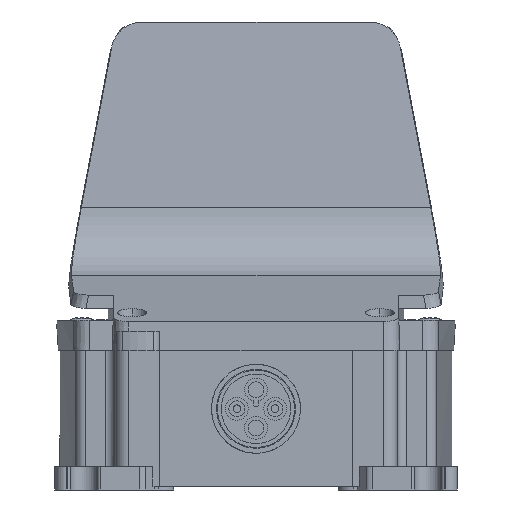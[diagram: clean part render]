
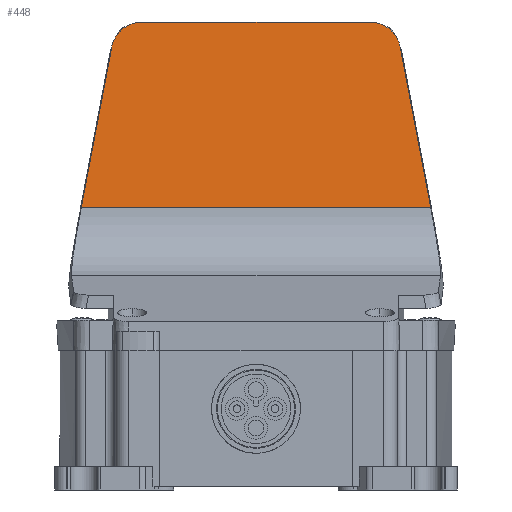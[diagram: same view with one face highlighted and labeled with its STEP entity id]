
A CAD part, left-side view. The second image highlights one B-rep face of the part: STEP entity #448.
In plain terms, the highlighted planar face has unit normal (-0.996, 0, 0.087).
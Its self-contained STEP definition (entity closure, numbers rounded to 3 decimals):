
#391=AXIS2_PLACEMENT_3D('Plane Axis2P3D',#388,#389,#390) ;
#75=CARTESIAN_POINT('Vertex',(79.883,14.702,114.52)) ;
#97=CARTESIAN_POINT('Vertex',(80.45,22.539,121.)) ;
#101=CARTESIAN_POINT('Control Point',(80.45,22.539,121.)) ;
#102=CARTESIAN_POINT('Control Point',(80.45,20.42,121.)) ;
#103=CARTESIAN_POINT('Control Point',(80.39,18.159,120.31)) ;
#104=CARTESIAN_POINT('Control Point',(80.247,16.192,118.679)) ;
#105=CARTESIAN_POINT('Control Point',(80.065,15.096,116.595)) ;
#106=CARTESIAN_POINT('Control Point',(79.883,14.702,114.52)) ;
#163=CARTESIAN_POINT('Control Point',(76.246,6.818,72.951)) ;
#164=CARTESIAN_POINT('Control Point',(77.459,9.443,86.808)) ;
#165=CARTESIAN_POINT('Control Point',(78.671,12.071,100.664)) ;
#166=CARTESIAN_POINT('Control Point',(79.883,14.702,114.52)) ;
#167=CARTESIAN_POINT('Vertex',(76.246,6.818,72.951)) ;
#371=CARTESIAN_POINT('Vertex',(80.45,32.548,121.)) ;
#375=CARTESIAN_POINT('Control Point',(80.45,32.548,121.)) ;
#376=CARTESIAN_POINT('Control Point',(80.45,29.211,121.)) ;
#377=CARTESIAN_POINT('Control Point',(80.45,25.875,121.)) ;
#378=CARTESIAN_POINT('Control Point',(80.45,22.539,121.)) ;
#388=CARTESIAN_POINT('Axis2P3D Location',(80.45,52.,121.)) ;
#393=CARTESIAN_POINT('Line Origine',(80.45,52.,121.)) ;
#397=CARTESIAN_POINT('Vertex',(80.45,71.452,121.)) ;
#400=CARTESIAN_POINT('Line Origine',(80.45,76.457,121.)) ;
#404=CARTESIAN_POINT('Vertex',(80.45,81.461,121.)) ;
#408=CARTESIAN_POINT('Control Point',(80.45,81.461,121.)) ;
#409=CARTESIAN_POINT('Control Point',(80.45,82.301,121.)) ;
#410=CARTESIAN_POINT('Control Point',(80.44,83.161,120.89)) ;
#411=CARTESIAN_POINT('Control Point',(80.42,84.018,120.659)) ;
#412=CARTESIAN_POINT('Control Point',(80.365,85.477,120.033)) ;
#413=CARTESIAN_POINT('Control Point',(80.281,86.744,119.065)) ;
#414=CARTESIAN_POINT('Control Point',(80.239,87.249,118.584)) ;
#415=CARTESIAN_POINT('Control Point',(80.147,88.126,117.541)) ;
#416=CARTESIAN_POINT('Control Point',(80.044,88.756,116.357)) ;
#417=CARTESIAN_POINT('Control Point',(79.991,89.001,115.752)) ;
#418=CARTESIAN_POINT('Control Point',(79.937,89.181,115.136)) ;
#419=CARTESIAN_POINT('Control Point',(79.883,89.298,114.52)) ;
#420=CARTESIAN_POINT('Vertex',(79.883,89.298,114.52)) ;
#424=CARTESIAN_POINT('Control Point',(76.246,97.182,72.951)) ;
#425=CARTESIAN_POINT('Control Point',(76.974,95.607,81.265)) ;
#426=CARTESIAN_POINT('Control Point',(77.701,94.031,89.579)) ;
#427=CARTESIAN_POINT('Control Point',(78.428,92.454,97.893)) ;
#428=CARTESIAN_POINT('Control Point',(79.156,90.877,106.207)) ;
#429=CARTESIAN_POINT('Control Point',(79.883,89.298,114.52)) ;
#430=CARTESIAN_POINT('Vertex',(76.246,97.182,72.951)) ;
#433=CARTESIAN_POINT('Line Origine',(76.246,52.,72.951)) ;
#389=DIRECTION('Axis2P3D Direction',(-0.996,0.,0.087)) ;
#390=DIRECTION('Axis2P3D XDirection',(-0.087,0.,-0.996)) ;
#394=DIRECTION('Vector Direction',(0.,-1.,0.)) ;
#401=DIRECTION('Vector Direction',(0.,-1.,0.)) ;
#434=DIRECTION('Vector Direction',(0.,-1.,0.)) ;
#395=VECTOR('Line Direction',#394,1.) ;
#402=VECTOR('Line Direction',#401,1.) ;
#435=VECTOR('Line Direction',#434,1.) ;
#439=ORIENTED_EDGE('',*,*,#379,.F.) ;
#440=ORIENTED_EDGE('',*,*,#399,.T.) ;
#441=ORIENTED_EDGE('',*,*,#406,.T.) ;
#442=ORIENTED_EDGE('',*,*,#422,.T.) ;
#443=ORIENTED_EDGE('',*,*,#432,.F.) ;
#444=ORIENTED_EDGE('',*,*,#437,.F.) ;
#445=ORIENTED_EDGE('',*,*,#169,.T.) ;
#446=ORIENTED_EDGE('',*,*,#107,.F.) ;
#448=ADVANCED_FACE('LED',(#447),#392,.T.) ;
#100=B_SPLINE_CURVE_WITH_KNOTS('',5,(#101,#102,#103,#104,#105,#106),.UNSPECIFIED.,.F.,.U.,(6,6),(0.,15.626),.UNSPECIFIED.) ;
#162=B_SPLINE_CURVE_WITH_KNOTS('',3,(#163,#164,#165,#166),.UNSPECIFIED.,.F.,.U.,(4,4),(0.,60.054),.UNSPECIFIED.) ;
#374=B_SPLINE_CURVE_WITH_KNOTS('',3,(#375,#376,#377,#378),.UNSPECIFIED.,.F.,.U.,(4,4),(0.,14.155),.UNSPECIFIED.) ;
#407=B_SPLINE_CURVE_WITH_KNOTS('',5,(#408,#409,#410,#411,#412,#413,#414,#415,#416,#417,#418,#419),.UNSPECIFIED.,.F.,.U.,(6,3,3,6),(0.,6.191,10.987,15.626),.UNSPECIFIED.) ;
#423=B_SPLINE_CURVE_WITH_KNOTS('',5,(#424,#425,#426,#427,#428,#429),.UNSPECIFIED.,.F.,.U.,(6,6),(0.,60.054),.UNSPECIFIED.) ;
#107=EDGE_CURVE('',#98,#76,#100,.T.) ;
#169=EDGE_CURVE('',#168,#76,#162,.T.) ;
#379=EDGE_CURVE('',#372,#98,#374,.T.) ;
#399=EDGE_CURVE('',#372,#398,#396,.F.) ;
#406=EDGE_CURVE('',#398,#405,#403,.F.) ;
#422=EDGE_CURVE('',#405,#421,#407,.T.) ;
#432=EDGE_CURVE('',#431,#421,#423,.T.) ;
#437=EDGE_CURVE('',#168,#431,#436,.F.) ;
#438=EDGE_LOOP('',(#439,#440,#441,#442,#443,#444,#445,#446)) ;
#447=FACE_OUTER_BOUND('',#438,.T.) ;
#396=LINE('Line',#393,#395) ;
#403=LINE('Line',#400,#402) ;
#436=LINE('Line',#433,#435) ;
#392=PLANE('',#391) ;
#76=VERTEX_POINT('',#75) ;
#98=VERTEX_POINT('',#97) ;
#168=VERTEX_POINT('',#167) ;
#372=VERTEX_POINT('',#371) ;
#398=VERTEX_POINT('',#397) ;
#405=VERTEX_POINT('',#404) ;
#421=VERTEX_POINT('',#420) ;
#431=VERTEX_POINT('',#430) ;
